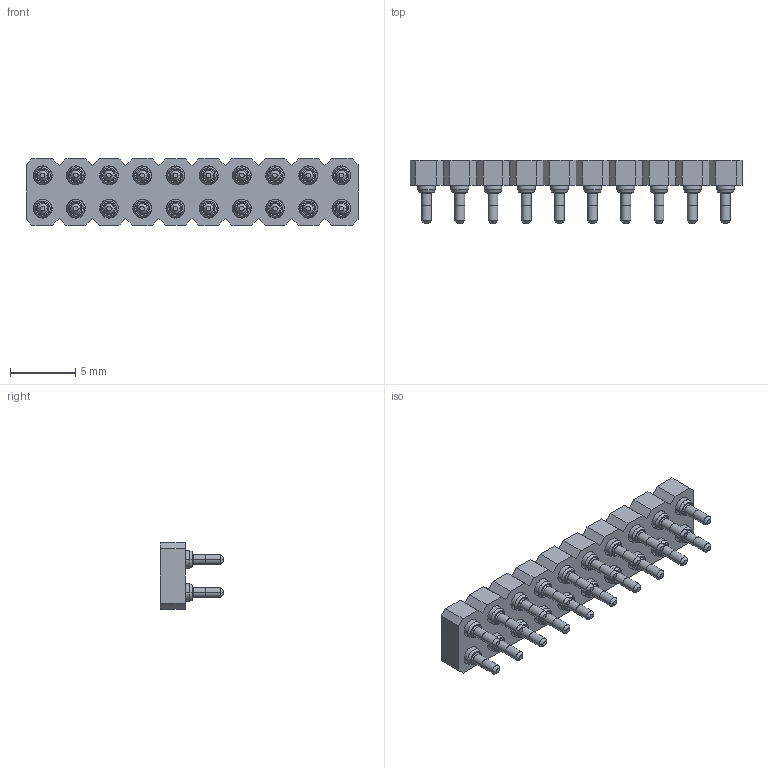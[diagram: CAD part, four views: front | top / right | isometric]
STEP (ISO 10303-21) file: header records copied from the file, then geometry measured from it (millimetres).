
FILE_DESCRIPTION( ('This file contains a STEP AP42 implementation' ,'as created by ZW3D STEP Interface translator.') ,'2;1' );
FILE_NAME( '3520-192XXSXX048X1.stp' ,'231016.1336 4', (''), ('ZWCAD Software Co.'), 'Version 1.0', 'ZW3D to STEP translator', '' );
FILE_SCHEMA(('AUTOMOTIVE_DESIGN { 1 0 10303 214 1 1 1 1 }'));
Length unit declared in the file: millimetre
Products named in the file (2): 0; 3520-19220SXX048X1
Bounding box: 25.4 x 4.82 x 5.08 mm (x, y, z)
Volume: 220.1 mm3; surface area: 1058.4 mm2
Topology: 1 solids, 21 shells, 1604 faces, 3886 edges, 2444 vertices
Faces by surface type: bspline 560, plane 544, cone 380, cylinder 120
Entity records: 86746 total; most frequent: CARTESIAN_POINT 58009, ORIENTED_EDGE 7772, EDGE_CURVE 3886, B_SPLINE_CURVE_WITH_KNOTS 3646, VERTEX_POINT 2444, DIRECTION 2090, EDGE_LOOP 1764, FACE_OUTER_BOUND 1604
